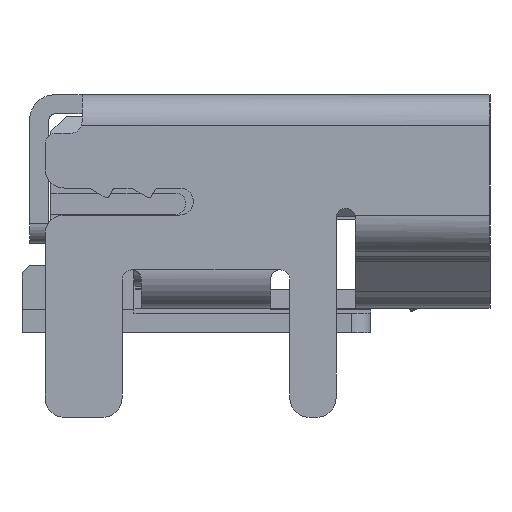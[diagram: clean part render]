
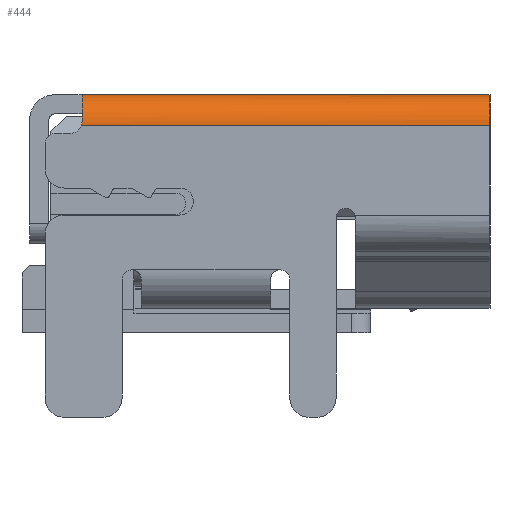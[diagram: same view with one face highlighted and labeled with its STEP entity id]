
A CAD part, left-side view. The second image highlights one B-rep face of the part: STEP entity #444.
In plain terms, the highlighted cylindrical face has radius 0.8 mm (diameter 1.6 mm), a partial arc.
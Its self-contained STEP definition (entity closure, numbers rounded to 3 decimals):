
#444=ADVANCED_FACE('',(#1468),#1469,.T.);
#1468=FACE_OUTER_BOUND('',#4509,.T.);
#1469=CYLINDRICAL_SURFACE('',#4510,0.8);
#4509=EDGE_LOOP('',(#10279,#10280,#10281,#10282,#10283));
#4510=AXIS2_PLACEMENT_3D('',#10284,#10285,#10286);
#10279=ORIENTED_EDGE('',*,*,#13801,.T.);
#10280=ORIENTED_EDGE('',*,*,#12518,.T.);
#10281=ORIENTED_EDGE('',*,*,#13802,.F.);
#10282=ORIENTED_EDGE('',*,*,#13803,.F.);
#10283=ORIENTED_EDGE('',*,*,#13804,.F.);
#10284=CARTESIAN_POINT('',(0.8,-13.6,7.6));
#10285=DIRECTION('',(-0.0,1.0,0.0));
#10286=DIRECTION('',(1.0,0.0,0.0));
#12518=EDGE_CURVE('',#14456,#14486,#14488,.T.);
#13801=EDGE_CURVE('',#16661,#14456,#16662,.T.);
#13802=EDGE_CURVE('',#16663,#14486,#16664,.T.);
#13803=EDGE_CURVE('',#16665,#16663,#16666,.T.);
#13804=EDGE_CURVE('',#16661,#16665,#16667,.T.);
#14456=VERTEX_POINT('',#17924);
#14486=VERTEX_POINT('',#17969);
#14488=LINE('',#17972,#17973);
#16661=VERTEX_POINT('',#21739);
#16662=CIRCLE('',#21740,0.8);
#16663=VERTEX_POINT('',#21741);
#16664=CIRCLE('',#21742,0.8);
#16665=VERTEX_POINT('',#21743);
#16666=B_SPLINE_CURVE_WITH_KNOTS('',3,(#21744,#21745,#21746,#21747,#21748,#21749,#21750,#21751,#21752,#21753,#21754,#21755),.UNSPECIFIED.,.F.,.F.,(4,2,2,2,2,4),(0.0,0.025,0.051,0.064,0.076,0.102),.UNSPECIFIED.);
#16667=LINE('',#21756,#21757);
#17924=CARTESIAN_POINT('',(0.8,-13.6,8.4));
#17969=CARTESIAN_POINT('',(0.8,-3.0,8.4));
#17972=CARTESIAN_POINT('',(0.8,-12.7,8.4));
#17973=VECTOR('',#23542,1.0);
#21739=CARTESIAN_POINT('',(0.,-13.6,7.6));
#21740=AXIS2_PLACEMENT_3D('',#25226,#25227,#25228);
#21741=CARTESIAN_POINT('',(0.006,-3.0,7.7));
#21742=AXIS2_PLACEMENT_3D('',#25229,#25230,#25231);
#21743=CARTESIAN_POINT('',(0.,-2.983,7.6));
#21744=CARTESIAN_POINT('',(0.,-2.983,7.6));
#21745=CARTESIAN_POINT('',(0.,-2.986,7.608));
#21746=CARTESIAN_POINT('',(0.,-2.988,7.616));
#21747=CARTESIAN_POINT('',(0.001,-2.992,7.633));
#21748=CARTESIAN_POINT('',(0.001,-2.994,7.641));
#21749=CARTESIAN_POINT('',(0.002,-2.996,7.654));
#21750=CARTESIAN_POINT('',(0.002,-2.997,7.658));
#21751=CARTESIAN_POINT('',(0.003,-2.998,7.666));
#21752=CARTESIAN_POINT('',(0.003,-2.999,7.67));
#21753=CARTESIAN_POINT('',(0.004,-3.,7.683));
#21754=CARTESIAN_POINT('',(0.005,-3.0,7.692));
#21755=CARTESIAN_POINT('',(0.006,-3.0,7.7));
#21756=CARTESIAN_POINT('',(0.,-12.7,7.6));
#21757=VECTOR('',#25232,1.0);
#23542=DIRECTION('',(0.0,1.0,0.0));
#25226=CARTESIAN_POINT('',(0.8,-13.6,7.6));
#25227=DIRECTION('',(0.0,1.0,0.0));
#25228=DIRECTION('',(-1.,0.0,0.));
#25229=CARTESIAN_POINT('',(0.8,-3.0,7.6));
#25230=DIRECTION('',(0.0,1.0,0.0));
#25231=DIRECTION('',(-0.992,0.0,0.125));
#25232=DIRECTION('',(0.0,1.0,0.0));
